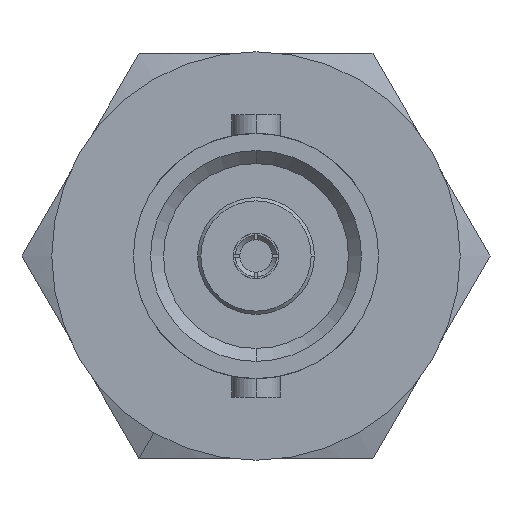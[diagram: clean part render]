
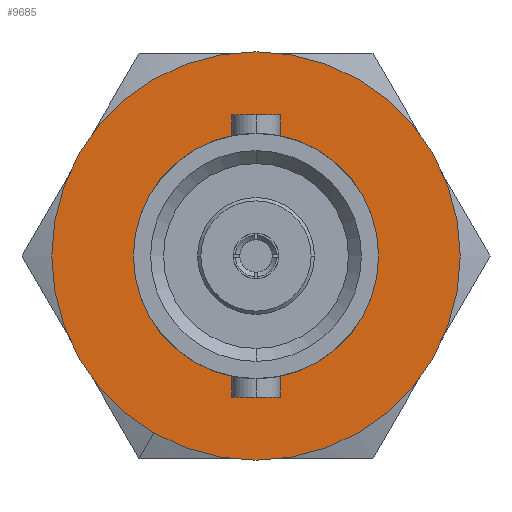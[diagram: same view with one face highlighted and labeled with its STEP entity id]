
A CAD part, left-side view. The second image highlights one B-rep face of the part: STEP entity #9685.
In plain terms, the highlighted planar face has unit normal (-1, 0, 0).
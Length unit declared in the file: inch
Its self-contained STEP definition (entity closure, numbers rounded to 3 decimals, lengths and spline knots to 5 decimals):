
#10 = VERTEX_POINT ( 'NONE', #7912 ) ;
#36 = CIRCLE ( 'NONE', #4021, 0.18896 ) ;
#283 = CARTESIAN_POINT ( 'NONE',  ( -1.64773, 0., 0. ) ) ;
#547 = VERTEX_POINT ( 'NONE', #5701 ) ;
#623 = EDGE_CURVE ( 'NONE', #547, #11067, #8932, .T. ) ;
#730 = EDGE_CURVE ( 'NONE', #14161, #10, #11758, .T. ) ;
#862 = DIRECTION ( 'NONE',  ( 1., 0., 0. ) ) ;
#1323 = CARTESIAN_POINT ( 'NONE',  ( -1.64773, -0.31496, 0. ) ) ;
#3094 = CARTESIAN_POINT ( 'NONE',  ( -1.64773, 0., 0. ) ) ;
#3337 = FACE_OUTER_BOUND ( 'NONE', #7143, .T. ) ;
#4021 = AXIS2_PLACEMENT_3D ( 'NONE', #283, #12642, #5910 ) ;
#4996 = ORIENTED_EDGE ( 'NONE', *, *, #7265, .T. ) ;
#5085 = FACE_BOUND ( 'NONE', #13020, .T. ) ;
#5701 = CARTESIAN_POINT ( 'NONE',  ( -1.64773, 0.31496, 0. ) ) ;
#5910 = DIRECTION ( 'NONE',  ( 0., 1., 0. ) ) ;
#6081 = ORIENTED_EDGE ( 'NONE', *, *, #10970, .F. ) ;
#6114 = PLANE ( 'NONE',  #7149 ) ;
#6277 = DIRECTION ( 'NONE',  ( 1., 0., 0. ) ) ;
#6333 = DIRECTION ( 'NONE',  ( 0., 1., 0. ) ) ;
#6909 = CIRCLE ( 'NONE', #11248, 0.31496 ) ;
#7143 = EDGE_LOOP ( 'NONE', ( #8050, #6081 ) ) ;
#7149 = AXIS2_PLACEMENT_3D ( 'NONE', #7229, #7322, #11714 ) ;
#7229 = CARTESIAN_POINT ( 'NONE',  ( -1.64773, 0.18896, 0. ) ) ;
#7265 = EDGE_CURVE ( 'NONE', #10, #14161, #36, .T. ) ;
#7322 = DIRECTION ( 'NONE',  ( -1., 0., 0. ) ) ;
#7912 = CARTESIAN_POINT ( 'NONE',  ( -1.64773, -0.18896, 0. ) ) ;
#8050 = ORIENTED_EDGE ( 'NONE', *, *, #623, .F. ) ;
#8406 = CARTESIAN_POINT ( 'NONE',  ( -1.64773, 0., 0. ) ) ;
#8932 = CIRCLE ( 'NONE', #12994, 0.31496 ) ;
#9685 = ADVANCED_FACE ( 'NONE', ( #5085, #3337 ), #6114, .T. ) ;
#10351 = CARTESIAN_POINT ( 'NONE',  ( -1.64773, 0.18896, 0. ) ) ;
#10547 = DIRECTION ( 'NONE',  ( 1., 0., 0. ) ) ;
#10843 = CARTESIAN_POINT ( 'NONE',  ( -1.64773, 0., 0. ) ) ;
#10953 = AXIS2_PLACEMENT_3D ( 'NONE', #10843, #6277, #6333 ) ;
#10970 = EDGE_CURVE ( 'NONE', #11067, #547, #6909, .T. ) ;
#11067 = VERTEX_POINT ( 'NONE', #1323 ) ;
#11248 = AXIS2_PLACEMENT_3D ( 'NONE', #3094, #862, #14401 ) ;
#11281 = ORIENTED_EDGE ( 'NONE', *, *, #730, .T. ) ;
#11714 = DIRECTION ( 'NONE',  ( 0., -1., 0. ) ) ;
#11758 = CIRCLE ( 'NONE', #10953, 0.18896 ) ;
#11830 = DIRECTION ( 'NONE',  ( 0., 1., 0. ) ) ;
#12642 = DIRECTION ( 'NONE',  ( 1., 0., 0. ) ) ;
#12994 = AXIS2_PLACEMENT_3D ( 'NONE', #8406, #10547, #11830 ) ;
#13020 = EDGE_LOOP ( 'NONE', ( #11281, #4996 ) ) ;
#14161 = VERTEX_POINT ( 'NONE', #10351 ) ;
#14401 = DIRECTION ( 'NONE',  ( 0., 1., 0. ) ) ;
